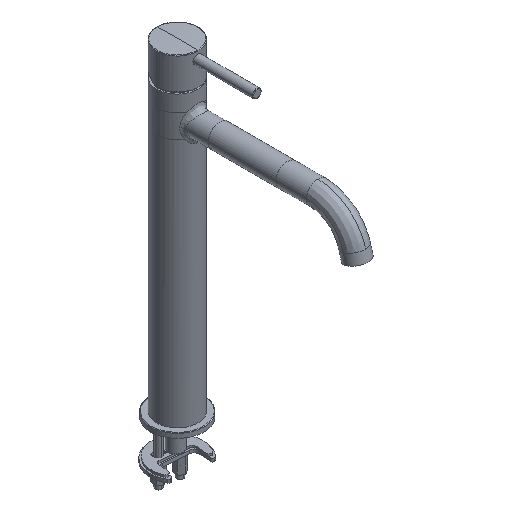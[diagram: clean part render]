
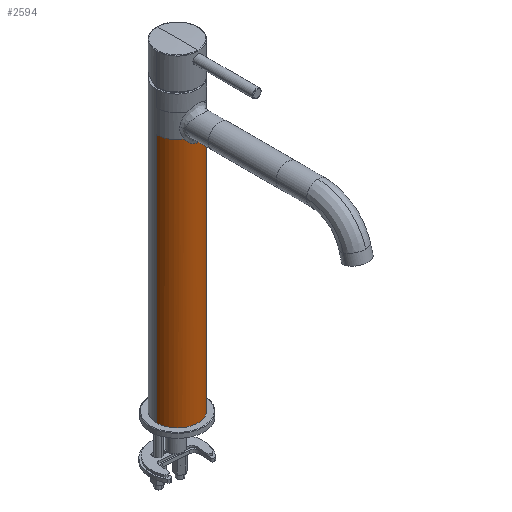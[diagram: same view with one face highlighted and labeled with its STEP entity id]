
A CAD part, isometric view. The second image highlights one B-rep face of the part: STEP entity #2594.
In plain terms, the highlighted cylindrical face has radius 19 mm (diameter 38 mm), a partial arc.
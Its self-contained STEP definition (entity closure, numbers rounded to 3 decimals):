
#2594=ADVANCED_FACE('',(#6154),#44994,.T.);
#6154=FACE_OUTER_BOUND('',#9692,.T.);
#9692=EDGE_LOOP('',(#23244,#23245,#23246,#23247,#23248,#23249));
#23244=ORIENTED_EDGE('',*,*,#31130,.T.);
#23245=ORIENTED_EDGE('',*,*,#31671,.T.);
#23246=ORIENTED_EDGE('',*,*,#31131,.T.);
#23247=ORIENTED_EDGE('',*,*,#31132,.T.);
#23248=ORIENTED_EDGE('',*,*,#31443,.T.);
#23249=ORIENTED_EDGE('',*,*,#31129,.T.);
#31129=EDGE_CURVE('',#43331,#43329,#32720,.T.);
#31130=EDGE_CURVE('',#43329,#43330,#38641,.T.);
#31131=EDGE_CURVE('',#43334,#43333,#38642,.T.);
#31132=EDGE_CURVE('',#43333,#43332,#32721,.T.);
#31443=EDGE_CURVE('',#43332,#43331,#38788,.T.);
#31671=EDGE_CURVE('',#43330,#43334,#32930,.T.);
#32720=(
BOUNDED_CURVE()
B_SPLINE_CURVE(2,(#99904,#99905,#99906),.UNSPECIFIED.,.F.,.F.)
B_SPLINE_CURVE_WITH_KNOTS((3,3),(0.,19.529),.UNSPECIFIED.)
CURVE()
GEOMETRIC_REPRESENTATION_ITEM()
RATIONAL_B_SPLINE_CURVE((1.,0.871,1.))
REPRESENTATION_ITEM('')
);
#32721=(
BOUNDED_CURVE()
B_SPLINE_CURVE(2,(#99911,#99912,#99913),.UNSPECIFIED.,.F.,.F.)
B_SPLINE_CURVE_WITH_KNOTS((3,3),(0.,19.529),.UNSPECIFIED.)
CURVE()
GEOMETRIC_REPRESENTATION_ITEM()
RATIONAL_B_SPLINE_CURVE((1.,0.871,1.))
REPRESENTATION_ITEM('')
);
#32930=(
BOUNDED_CURVE()
B_SPLINE_CURVE(2,(#102232,#102233,#102234,#102235,#102236),
 .UNSPECIFIED.,.F.,.F.)
B_SPLINE_CURVE_WITH_KNOTS((3,2,3),(0.,29.845,59.69),
 .UNSPECIFIED.)
CURVE()
GEOMETRIC_REPRESENTATION_ITEM()
RATIONAL_B_SPLINE_CURVE((1.,0.707,1.,0.707,1.))
REPRESENTATION_ITEM('')
);
#38641=B_SPLINE_CURVE_WITH_KNOTS('',1,(#99907,#99908),.UNSPECIFIED.,.F.,
 .F.,(2,2),(0.,229.2),.UNSPECIFIED.);
#38642=B_SPLINE_CURVE_WITH_KNOTS('',1,(#99909,#99910),.UNSPECIFIED.,.F.,
 .F.,(2,2),(0.,229.2),.UNSPECIFIED.);
#38788=B_SPLINE_CURVE_WITH_KNOTS('',3,(#101356,#101357,#101358,#101359,
#101360,#101361,#101362,#101363,#101364,#101365,#101366,#101367,#101368,
#101369,#101370),.UNSPECIFIED.,.F.,.F.,(4,1,1,1,1,1,1,1,1,1,1,1,4),(0.,
1.02,3.737,6.503,9.415,10.985,
12.571,14.12,15.655,18.638,21.459,
24.121,25.141),.UNSPECIFIED.);
#43329=VERTEX_POINT('',#99500);
#43330=VERTEX_POINT('',#99501);
#43331=VERTEX_POINT('',#99502);
#43332=VERTEX_POINT('',#99503);
#43333=VERTEX_POINT('',#99504);
#43334=VERTEX_POINT('',#99505);
#44994=CYLINDRICAL_SURFACE('',#48959,19.);
#48959=AXIS2_PLACEMENT_3D('',#94590,#51363,$);
#51363=DIRECTION('',(0.,0.,-1.));
#94590=CARTESIAN_POINT('',(0.,0.,40.1));
#99500=CARTESIAN_POINT('',(0.,-19.,154.7));
#99501=CARTESIAN_POINT('',(0.,-19.,-74.5));
#99502=CARTESIAN_POINT('',(16.268,-9.817,154.7));
#99503=CARTESIAN_POINT('',(16.268,9.817,154.7));
#99504=CARTESIAN_POINT('',(0.,19.,154.7));
#99505=CARTESIAN_POINT('',(0.,19.,-74.5));
#99904=CARTESIAN_POINT('',(16.268,-9.817,154.7));
#99905=CARTESIAN_POINT('',(10.726,-19.,154.7));
#99906=CARTESIAN_POINT('',(0.,-19.,154.7));
#99907=CARTESIAN_POINT('',(0.,-19.,154.7));
#99908=CARTESIAN_POINT('',(0.,-19.,-74.5));
#99909=CARTESIAN_POINT('',(0.,19.,-74.5));
#99910=CARTESIAN_POINT('',(0.,19.,154.7));
#99911=CARTESIAN_POINT('',(0.,19.,154.7));
#99912=CARTESIAN_POINT('',(10.726,19.,154.7));
#99913=CARTESIAN_POINT('',(16.268,9.817,154.7));
#101356=CARTESIAN_POINT('',(16.268,9.817,154.7));
#101357=CARTESIAN_POINT('',(16.376,9.637,154.398));
#101358=CARTESIAN_POINT('',(16.777,8.948,153.321));
#101359=CARTESIAN_POINT('',(17.475,7.556,151.659));
#101360=CARTESIAN_POINT('',(18.262,5.427,149.972));
#101361=CARTESIAN_POINT('',(18.744,3.335,149.004));
#101362=CARTESIAN_POINT('',(18.961,1.48,148.576));
#101363=CARTESIAN_POINT('',(19.019,0.011,148.463));
#101364=CARTESIAN_POINT('',(18.963,-1.446,148.572));
#101365=CARTESIAN_POINT('',(18.75,-3.304,148.991));
#101366=CARTESIAN_POINT('',(18.265,-5.425,149.965));
#101367=CARTESIAN_POINT('',(17.469,-7.569,151.672));
#101368=CARTESIAN_POINT('',(16.771,-8.958,153.337));
#101369=CARTESIAN_POINT('',(16.376,-9.637,154.398));
#101370=CARTESIAN_POINT('',(16.268,-9.817,154.7));
#102232=CARTESIAN_POINT('',(0.,-19.,-74.5));
#102233=CARTESIAN_POINT('',(19.,-19.,-74.5));
#102234=CARTESIAN_POINT('',(19.,0.,-74.5));
#102235=CARTESIAN_POINT('',(19.,19.,-74.5));
#102236=CARTESIAN_POINT('',(0.,19.,-74.5));
